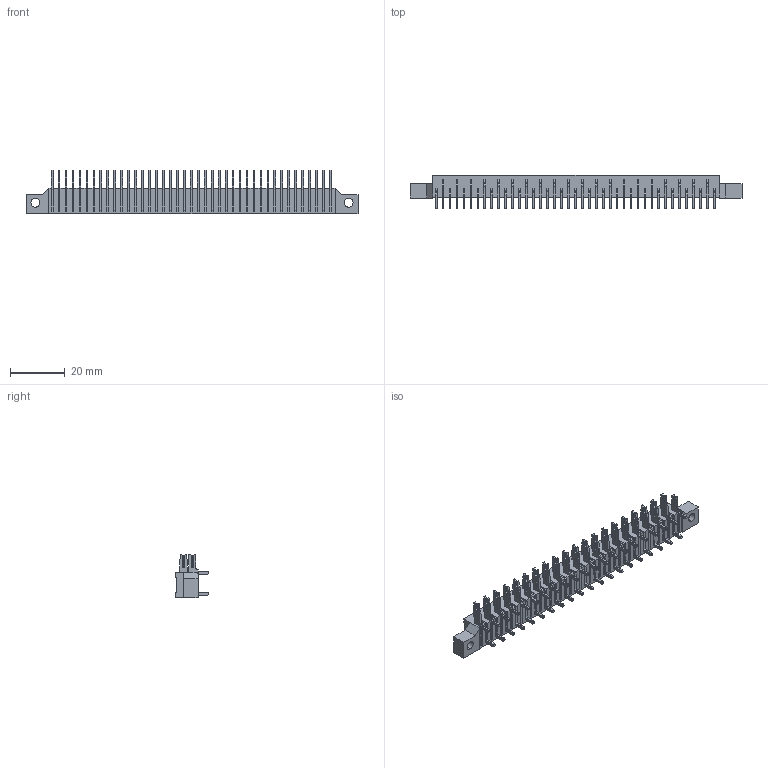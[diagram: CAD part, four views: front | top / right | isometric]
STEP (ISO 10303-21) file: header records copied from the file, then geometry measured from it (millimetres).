
FILE_DESCRIPTION (( 'STEP AP203' ), '1' );
FILE_NAME ('421-041-521-102.STEP', '2019-11-28T19:34:22', ( '' ), ( '' ), 'SwSTEP 2.0', 'SolidWorks 2016', '' );
FILE_SCHEMA (( 'CONFIG_CONTROL_DESIGN' ));
Length unit declared in the file: inch
Products named in the file (4): 421 Part_41; 421-290-002_121; 421-041-521-102; 421-290-001_121
Assembly tree (42 placements, depth 2):
  421-041-521-102
    421 Part_41
    421-290-001_121  x20
    421-290-002_121  x21
Bounding box: 121.16 x 12.17 x 16.05 mm (x, y, z)
Volume: 8599 mm3; surface area: 13984.3 mm2
Topology: 42 solids, 42 shells, 1382 faces, 3872 edges, 2580 vertices
Faces by surface type: plane 1132, cylinder 250
Entity records: 12304 total; most frequent: CARTESIAN_POINT 1945, ORIENTED_EDGE 1888, DIRECTION 1800, EDGE_CURVE 944, LINE 834, VECTOR 834, VERTEX_POINT 628, AXIS2_PLACEMENT_3D 483
